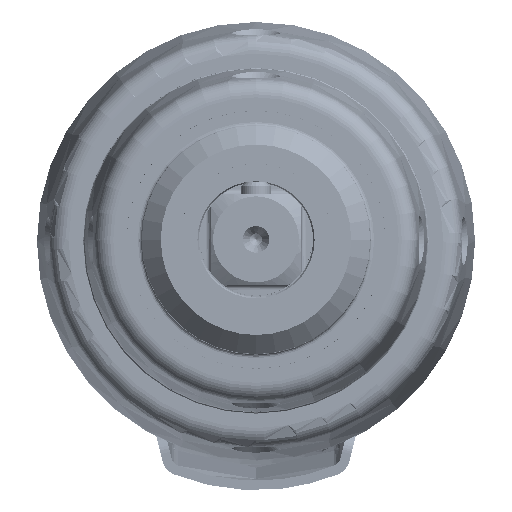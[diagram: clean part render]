
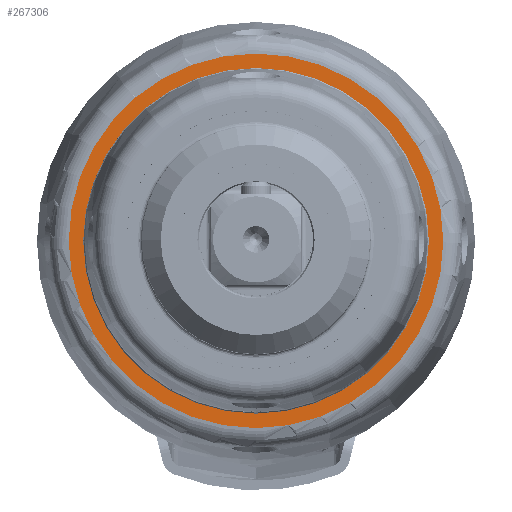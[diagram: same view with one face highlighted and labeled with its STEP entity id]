
A CAD part, top view. The second image highlights one B-rep face of the part: STEP entity #267306.
In plain terms, the highlighted planar face has unit normal (0, 0, 1).
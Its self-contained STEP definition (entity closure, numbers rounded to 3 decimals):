
#265974=CARTESIAN_POINT('',(0.,0.,48.5));
#265975=DIRECTION('',(0.,0.,1.));
#265976=DIRECTION('',(0.,1.,0.));
#265977=AXIS2_PLACEMENT_3D('',#265974,#265975,#265976);
#265997=CARTESIAN_POINT('',(0.,0.,48.5));
#265998=DIRECTION('',(0.,0.,-1.));
#265999=DIRECTION('',(0.,1.,0.));
#266000=AXIS2_PLACEMENT_3D('',#265997,#265998,#265999);
#266005=CARTESIAN_POINT('',(0.,0.,48.5));
#266006=DIRECTION('',(0.,0.,1.));
#266007=DIRECTION('',(0.,1.,0.));
#266008=AXIS2_PLACEMENT_3D('',#266005,#266006,#266007);
#266013=CARTESIAN_POINT('',(0.,0.,48.5));
#266014=DIRECTION('',(0.,0.,-1.));
#266015=DIRECTION('',(0.,1.,0.));
#266016=AXIS2_PLACEMENT_3D('',#266013,#266014,#266015);
#266509=CARTESIAN_POINT('',(0.,18.15,48.5));
#266510=CARTESIAN_POINT('',(0.,-18.15,48.5));
#266511=VERTEX_POINT('',#266509);
#266512=VERTEX_POINT('',#266510);
#266521=CARTESIAN_POINT('',(0.,19.663,48.5));
#266522=CARTESIAN_POINT('',(0.,-19.663,48.5));
#266523=VERTEX_POINT('',#266521);
#266524=VERTEX_POINT('',#266522);
#267291=CARTESIAN_POINT('',(0.,0.,48.5));
#267292=DIRECTION('',(0.,0.,-1.));
#267293=DIRECTION('',(0.,-1.,0.));
#267294=AXIS2_PLACEMENT_3D('',#267291,#267292,#267293);
#267295=PLANE('',#267294);
#267297=ORIENTED_EDGE('',*,*,#267296,.F.);
#267299=ORIENTED_EDGE('',*,*,#267298,.T.);
#267300=EDGE_LOOP('',(#267297,#267299));
#267301=FACE_OUTER_BOUND('',#267300,.F.);
#267302=ORIENTED_EDGE('',*,*,#267285,.F.);
#267303=ORIENTED_EDGE('',*,*,#267271,.T.);
#267304=EDGE_LOOP('',(#267302,#267303));
#267305=FACE_BOUND('',#267304,.F.);
#267306=ADVANCED_FACE('',(#267301,#267305),#267295,.F.);
#265978=CIRCLE('',#265977,18.15);
#266001=CIRCLE('',#266000,18.15);
#266009=CIRCLE('',#266008,19.663);
#266017=CIRCLE('',#266016,19.663);
#267271=EDGE_CURVE('',#266511,#266512,#265978,.T.);
#267285=EDGE_CURVE('',#266511,#266512,#266001,.T.);
#267296=EDGE_CURVE('',#266523,#266524,#266009,.T.);
#267298=EDGE_CURVE('',#266523,#266524,#266017,.T.);
